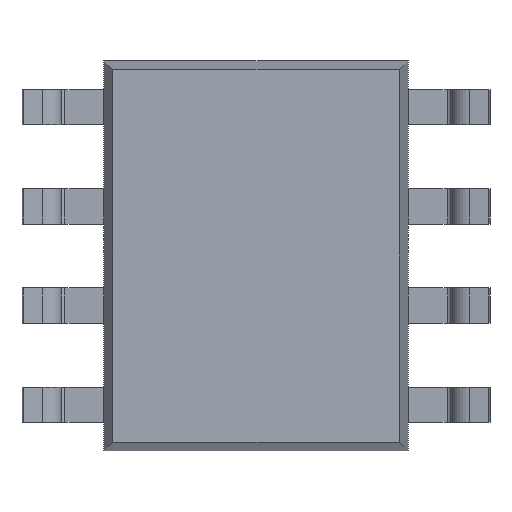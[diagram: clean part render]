
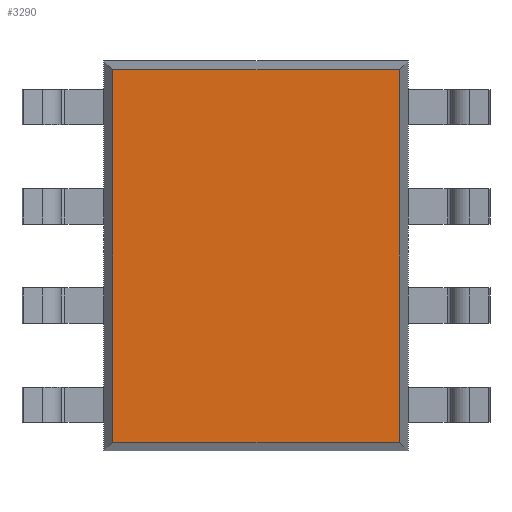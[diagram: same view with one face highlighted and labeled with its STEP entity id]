
A CAD part, front view. The second image highlights one B-rep face of the part: STEP entity #3290.
In plain terms, the highlighted planar face has unit normal (0, -1, 0).
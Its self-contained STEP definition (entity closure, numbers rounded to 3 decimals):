
#60 = VERTEX_POINT ( 'NONE', #3986 ) ;
#294 = CARTESIAN_POINT ( 'NONE',  ( 1.835, 0.1, 2.385 ) ) ;
#362 = LINE ( 'NONE', #1351, #1327 ) ;
#369 = DIRECTION ( 'NONE',  ( 0., 0., 1. ) ) ;
#413 = CARTESIAN_POINT ( 'NONE',  ( 0., 0.1, -2.385 ) ) ;
#498 = EDGE_CURVE ( 'NONE', #3001, #588, #2777, .T. ) ;
#588 = VERTEX_POINT ( 'NONE', #3998 ) ;
#608 = CARTESIAN_POINT ( 'NONE',  ( -1.835, 0.1, 2.385 ) ) ;
#805 = EDGE_CURVE ( 'NONE', #3943, #3001, #1382, .T. ) ;
#852 = EDGE_CURVE ( 'NONE', #60, #3943, #362, .T. ) ;
#896 = CARTESIAN_POINT ( 'NONE',  ( -1.835, 0.1, 0. ) ) ;
#999 = DIRECTION ( 'NONE',  ( 0., 0., -1. ) ) ;
#1051 = VECTOR ( 'NONE', #2939, 1000. ) ;
#1080 = AXIS2_PLACEMENT_3D ( 'NONE', #3151, #3418, #999 ) ;
#1327 = VECTOR ( 'NONE', #369, 1000. ) ;
#1351 = CARTESIAN_POINT ( 'NONE',  ( 1.835, 0.1, 0. ) ) ;
#1382 = LINE ( 'NONE', #2620, #2888 ) ;
#1701 = ORIENTED_EDGE ( 'NONE', *, *, #852, .T. ) ;
#1706 = ORIENTED_EDGE ( 'NONE', *, *, #805, .T. ) ;
#1828 = PLANE ( 'NONE',  #1080 ) ;
#2112 = EDGE_LOOP ( 'NONE', ( #2269, #2948, #1701, #1706 ) ) ;
#2269 = ORIENTED_EDGE ( 'NONE', *, *, #498, .T. ) ;
#2476 = DIRECTION ( 'NONE',  ( 0., 0., -1. ) ) ;
#2551 = FACE_OUTER_BOUND ( 'NONE', #2112, .T. ) ;
#2620 = CARTESIAN_POINT ( 'NONE',  ( 0., 0.1, 2.385 ) ) ;
#2777 = LINE ( 'NONE', #896, #3690 ) ;
#2888 = VECTOR ( 'NONE', #3882, 1000. ) ;
#2939 = DIRECTION ( 'NONE',  ( 1., 0., 0. ) ) ;
#2948 = ORIENTED_EDGE ( 'NONE', *, *, #3815, .T. ) ;
#3001 = VERTEX_POINT ( 'NONE', #608 ) ;
#3151 = CARTESIAN_POINT ( 'NONE',  ( 0., 0.1, 0. ) ) ;
#3290 = ADVANCED_FACE ( 'NONE', ( #2551 ), #1828, .T. ) ;
#3418 = DIRECTION ( 'NONE',  ( 0., -1., 0. ) ) ;
#3625 = LINE ( 'NONE', #413, #1051 ) ;
#3690 = VECTOR ( 'NONE', #2476, 1000. ) ;
#3815 = EDGE_CURVE ( 'NONE', #588, #60, #3625, .T. ) ;
#3882 = DIRECTION ( 'NONE',  ( -1., 0., 0. ) ) ;
#3943 = VERTEX_POINT ( 'NONE', #294 ) ;
#3986 = CARTESIAN_POINT ( 'NONE',  ( 1.835, 0.1, -2.385 ) ) ;
#3998 = CARTESIAN_POINT ( 'NONE',  ( -1.835, 0.1, -2.385 ) ) ;
